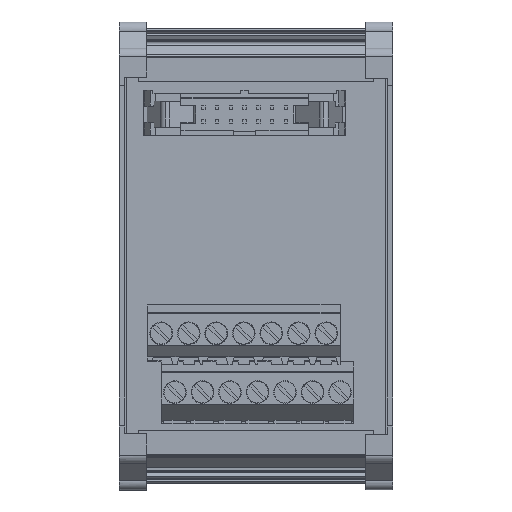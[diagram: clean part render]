
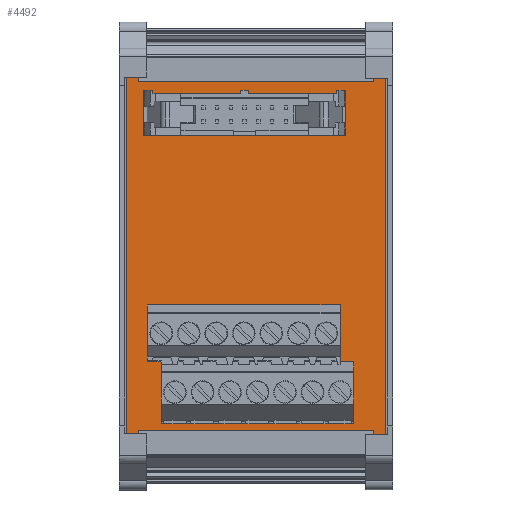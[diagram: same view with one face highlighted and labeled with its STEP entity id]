
A CAD part, top view. The second image highlights one B-rep face of the part: STEP entity #4492.
In plain terms, the highlighted planar face has unit normal (0, 0, 1).
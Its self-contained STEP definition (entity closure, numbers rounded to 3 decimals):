
#4318=AXIS2_PLACEMENT_3D('Plane Axis2P3D',#4315,#4316,#4317) ;
#4210=CARTESIAN_POINT('Vertex',(1.25,9.3,36.952)) ;
#4213=CARTESIAN_POINT('Line Origine',(1.25,43.2,36.952)) ;
#4217=CARTESIAN_POINT('Vertex',(1.25,77.1,36.952)) ;
#4247=CARTESIAN_POINT('Vertex',(49.25,9.3,36.952)) ;
#4250=CARTESIAN_POINT('Line Origine',(25.25,9.3,36.952)) ;
#4274=CARTESIAN_POINT('Vertex',(49.25,77.1,36.952)) ;
#4277=CARTESIAN_POINT('Line Origine',(49.25,43.2,36.952)) ;
#4300=CARTESIAN_POINT('Line Origine',(25.25,77.1,36.952)) ;
#4315=CARTESIAN_POINT('Axis2P3D Location',(1.25,9.3,36.952)) ;
#4326=CARTESIAN_POINT('Line Origine',(40.77,28.878,36.952)) ;
#4330=CARTESIAN_POINT('Vertex',(40.77,34.115,36.952)) ;
#4332=CARTESIAN_POINT('Vertex',(40.77,23.64,36.952)) ;
#4335=CARTESIAN_POINT('Line Origine',(42.04,23.64,36.952)) ;
#4339=CARTESIAN_POINT('Vertex',(43.31,23.64,36.952)) ;
#4342=CARTESIAN_POINT('Line Origine',(43.31,17.908,36.952)) ;
#4346=CARTESIAN_POINT('Vertex',(43.31,12.175,36.952)) ;
#4349=CARTESIAN_POINT('Line Origine',(25.53,12.175,36.952)) ;
#4353=CARTESIAN_POINT('Vertex',(7.75,12.175,36.952)) ;
#4356=CARTESIAN_POINT('Line Origine',(7.75,17.965,36.952)) ;
#4360=CARTESIAN_POINT('Vertex',(7.75,23.755,36.952)) ;
#4363=CARTESIAN_POINT('Line Origine',(6.48,23.755,36.952)) ;
#4367=CARTESIAN_POINT('Vertex',(5.21,23.755,36.952)) ;
#4370=CARTESIAN_POINT('Line Origine',(5.21,28.935,36.952)) ;
#4374=CARTESIAN_POINT('Vertex',(5.21,34.115,36.952)) ;
#4377=CARTESIAN_POINT('Line Origine',(22.99,34.115,36.952)) ;
#4392=CARTESIAN_POINT('Line Origine',(5.365,73.75,36.952)) ;
#4396=CARTESIAN_POINT('Vertex',(4.5,73.75,36.952)) ;
#4398=CARTESIAN_POINT('Vertex',(6.23,73.75,36.952)) ;
#4401=CARTESIAN_POINT('Line Origine',(6.23,73.45,36.952)) ;
#4405=CARTESIAN_POINT('Vertex',(6.23,73.15,36.952)) ;
#4408=CARTESIAN_POINT('Line Origine',(7.565,73.15,36.952)) ;
#4412=CARTESIAN_POINT('Vertex',(8.9,73.15,36.952)) ;
#4415=CARTESIAN_POINT('Line Origine',(8.9,69.3,36.952)) ;
#4419=CARTESIAN_POINT('Vertex',(8.9,65.45,36.952)) ;
#4422=CARTESIAN_POINT('Line Origine',(6.7,65.45,36.952)) ;
#4426=CARTESIAN_POINT('Vertex',(4.5,65.45,36.952)) ;
#4429=CARTESIAN_POINT('Line Origine',(4.5,69.6,36.952)) ;
#4442=CARTESIAN_POINT('Line Origine',(38.715,73.15,36.952)) ;
#4446=CARTESIAN_POINT('Vertex',(40.05,73.15,36.952)) ;
#4448=CARTESIAN_POINT('Vertex',(37.38,73.15,36.952)) ;
#4451=CARTESIAN_POINT('Line Origine',(40.05,73.45,36.952)) ;
#4455=CARTESIAN_POINT('Vertex',(40.05,73.75,36.952)) ;
#4458=CARTESIAN_POINT('Line Origine',(40.915,73.75,36.952)) ;
#4462=CARTESIAN_POINT('Vertex',(41.78,73.75,36.952)) ;
#4465=CARTESIAN_POINT('Line Origine',(41.78,69.6,36.952)) ;
#4469=CARTESIAN_POINT('Vertex',(41.78,65.45,36.952)) ;
#4472=CARTESIAN_POINT('Line Origine',(39.58,65.45,36.952)) ;
#4476=CARTESIAN_POINT('Vertex',(37.38,65.45,36.952)) ;
#4479=CARTESIAN_POINT('Line Origine',(37.38,69.3,36.952)) ;
#4214=DIRECTION('Vector Direction',(0.,-1.,0.)) ;
#4251=DIRECTION('Vector Direction',(1.,0.,0.)) ;
#4278=DIRECTION('Vector Direction',(0.,1.,0.)) ;
#4301=DIRECTION('Vector Direction',(-1.,0.,0.)) ;
#4316=DIRECTION('Axis2P3D Direction',(0.,0.,-1.)) ;
#4317=DIRECTION('Axis2P3D XDirection',(0.,1.,0.)) ;
#4327=DIRECTION('Vector Direction',(0.,-1.,0.)) ;
#4336=DIRECTION('Vector Direction',(-1.,0.,0.)) ;
#4343=DIRECTION('Vector Direction',(0.,1.,0.)) ;
#4350=DIRECTION('Vector Direction',(1.,0.,0.)) ;
#4357=DIRECTION('Vector Direction',(0.,-1.,0.)) ;
#4364=DIRECTION('Vector Direction',(1.,0.,0.)) ;
#4371=DIRECTION('Vector Direction',(0.,-1.,0.)) ;
#4378=DIRECTION('Vector Direction',(1.,0.,0.)) ;
#4393=DIRECTION('Vector Direction',(1.,0.,0.)) ;
#4402=DIRECTION('Vector Direction',(0.,1.,0.)) ;
#4409=DIRECTION('Vector Direction',(-1.,0.,0.)) ;
#4416=DIRECTION('Vector Direction',(0.,-1.,0.)) ;
#4423=DIRECTION('Vector Direction',(-1.,0.,0.)) ;
#4430=DIRECTION('Vector Direction',(0.,-1.,0.)) ;
#4443=DIRECTION('Vector Direction',(-1.,0.,0.)) ;
#4452=DIRECTION('Vector Direction',(0.,-1.,0.)) ;
#4459=DIRECTION('Vector Direction',(-1.,0.,0.)) ;
#4466=DIRECTION('Vector Direction',(0.,-1.,0.)) ;
#4473=DIRECTION('Vector Direction',(-1.,0.,0.)) ;
#4480=DIRECTION('Vector Direction',(0.,1.,0.)) ;
#4215=VECTOR('Line Direction',#4214,1.) ;
#4252=VECTOR('Line Direction',#4251,1.) ;
#4279=VECTOR('Line Direction',#4278,1.) ;
#4302=VECTOR('Line Direction',#4301,1.) ;
#4328=VECTOR('Line Direction',#4327,1.) ;
#4337=VECTOR('Line Direction',#4336,1.) ;
#4344=VECTOR('Line Direction',#4343,1.) ;
#4351=VECTOR('Line Direction',#4350,1.) ;
#4358=VECTOR('Line Direction',#4357,1.) ;
#4365=VECTOR('Line Direction',#4364,1.) ;
#4372=VECTOR('Line Direction',#4371,1.) ;
#4379=VECTOR('Line Direction',#4378,1.) ;
#4394=VECTOR('Line Direction',#4393,1.) ;
#4403=VECTOR('Line Direction',#4402,1.) ;
#4410=VECTOR('Line Direction',#4409,1.) ;
#4417=VECTOR('Line Direction',#4416,1.) ;
#4424=VECTOR('Line Direction',#4423,1.) ;
#4431=VECTOR('Line Direction',#4430,1.) ;
#4444=VECTOR('Line Direction',#4443,1.) ;
#4453=VECTOR('Line Direction',#4452,1.) ;
#4460=VECTOR('Line Direction',#4459,1.) ;
#4467=VECTOR('Line Direction',#4466,1.) ;
#4474=VECTOR('Line Direction',#4473,1.) ;
#4481=VECTOR('Line Direction',#4480,1.) ;
#4321=ORIENTED_EDGE('',*,*,#4219,.T.) ;
#4322=ORIENTED_EDGE('',*,*,#4254,.T.) ;
#4323=ORIENTED_EDGE('',*,*,#4281,.T.) ;
#4324=ORIENTED_EDGE('',*,*,#4304,.T.) ;
#4383=ORIENTED_EDGE('',*,*,#4334,.T.) ;
#4384=ORIENTED_EDGE('',*,*,#4341,.F.) ;
#4385=ORIENTED_EDGE('',*,*,#4348,.F.) ;
#4386=ORIENTED_EDGE('',*,*,#4355,.F.) ;
#4387=ORIENTED_EDGE('',*,*,#4362,.F.) ;
#4388=ORIENTED_EDGE('',*,*,#4369,.F.) ;
#4389=ORIENTED_EDGE('',*,*,#4376,.F.) ;
#4390=ORIENTED_EDGE('',*,*,#4381,.T.) ;
#4435=ORIENTED_EDGE('',*,*,#4400,.T.) ;
#4436=ORIENTED_EDGE('',*,*,#4407,.F.) ;
#4437=ORIENTED_EDGE('',*,*,#4414,.F.) ;
#4438=ORIENTED_EDGE('',*,*,#4421,.T.) ;
#4439=ORIENTED_EDGE('',*,*,#4428,.T.) ;
#4440=ORIENTED_EDGE('',*,*,#4433,.F.) ;
#4485=ORIENTED_EDGE('',*,*,#4450,.F.) ;
#4486=ORIENTED_EDGE('',*,*,#4457,.F.) ;
#4487=ORIENTED_EDGE('',*,*,#4464,.F.) ;
#4488=ORIENTED_EDGE('',*,*,#4471,.T.) ;
#4489=ORIENTED_EDGE('',*,*,#4478,.T.) ;
#4490=ORIENTED_EDGE('',*,*,#4483,.T.) ;
#4391=FACE_BOUND('',#4382,.T.) ;
#4441=FACE_BOUND('',#4434,.T.) ;
#4491=FACE_BOUND('',#4484,.T.) ;
#4492=ADVANCED_FACE('NONE',(#4325,#4391,#4441,#4491),#4319,.F.) ;
#4219=EDGE_CURVE('',#4218,#4211,#4216,.T.) ;
#4254=EDGE_CURVE('',#4211,#4248,#4253,.T.) ;
#4281=EDGE_CURVE('',#4248,#4275,#4280,.T.) ;
#4304=EDGE_CURVE('',#4275,#4218,#4303,.T.) ;
#4334=EDGE_CURVE('',#4331,#4333,#4329,.T.) ;
#4341=EDGE_CURVE('',#4340,#4333,#4338,.T.) ;
#4348=EDGE_CURVE('',#4347,#4340,#4345,.T.) ;
#4355=EDGE_CURVE('',#4354,#4347,#4352,.T.) ;
#4362=EDGE_CURVE('',#4361,#4354,#4359,.T.) ;
#4369=EDGE_CURVE('',#4368,#4361,#4366,.T.) ;
#4376=EDGE_CURVE('',#4375,#4368,#4373,.T.) ;
#4381=EDGE_CURVE('',#4375,#4331,#4380,.T.) ;
#4400=EDGE_CURVE('',#4397,#4399,#4395,.T.) ;
#4407=EDGE_CURVE('',#4406,#4399,#4404,.T.) ;
#4414=EDGE_CURVE('',#4413,#4406,#4411,.T.) ;
#4421=EDGE_CURVE('',#4413,#4420,#4418,.T.) ;
#4428=EDGE_CURVE('',#4420,#4427,#4425,.T.) ;
#4433=EDGE_CURVE('',#4397,#4427,#4432,.T.) ;
#4450=EDGE_CURVE('',#4447,#4449,#4445,.T.) ;
#4457=EDGE_CURVE('',#4456,#4447,#4454,.T.) ;
#4464=EDGE_CURVE('',#4463,#4456,#4461,.T.) ;
#4471=EDGE_CURVE('',#4463,#4470,#4468,.T.) ;
#4478=EDGE_CURVE('',#4470,#4477,#4475,.T.) ;
#4483=EDGE_CURVE('',#4477,#4449,#4482,.T.) ;
#4320=EDGE_LOOP('',(#4321,#4322,#4323,#4324)) ;
#4382=EDGE_LOOP('',(#4383,#4384,#4385,#4386,#4387,#4388,#4389,#4390)) ;
#4434=EDGE_LOOP('',(#4435,#4436,#4437,#4438,#4439,#4440)) ;
#4484=EDGE_LOOP('',(#4485,#4486,#4487,#4488,#4489,#4490)) ;
#4325=FACE_OUTER_BOUND('',#4320,.T.) ;
#4216=LINE('Line',#4213,#4215) ;
#4253=LINE('Line',#4250,#4252) ;
#4280=LINE('Line',#4277,#4279) ;
#4303=LINE('Line',#4300,#4302) ;
#4329=LINE('Line',#4326,#4328) ;
#4338=LINE('Line',#4335,#4337) ;
#4345=LINE('Line',#4342,#4344) ;
#4352=LINE('Line',#4349,#4351) ;
#4359=LINE('Line',#4356,#4358) ;
#4366=LINE('Line',#4363,#4365) ;
#4373=LINE('Line',#4370,#4372) ;
#4380=LINE('Line',#4377,#4379) ;
#4395=LINE('Line',#4392,#4394) ;
#4404=LINE('Line',#4401,#4403) ;
#4411=LINE('Line',#4408,#4410) ;
#4418=LINE('Line',#4415,#4417) ;
#4425=LINE('Line',#4422,#4424) ;
#4432=LINE('Line',#4429,#4431) ;
#4445=LINE('Line',#4442,#4444) ;
#4454=LINE('Line',#4451,#4453) ;
#4461=LINE('Line',#4458,#4460) ;
#4468=LINE('Line',#4465,#4467) ;
#4475=LINE('Line',#4472,#4474) ;
#4482=LINE('Line',#4479,#4481) ;
#4319=PLANE('',#4318) ;
#4211=VERTEX_POINT('',#4210) ;
#4218=VERTEX_POINT('',#4217) ;
#4248=VERTEX_POINT('',#4247) ;
#4275=VERTEX_POINT('',#4274) ;
#4331=VERTEX_POINT('',#4330) ;
#4333=VERTEX_POINT('',#4332) ;
#4340=VERTEX_POINT('',#4339) ;
#4347=VERTEX_POINT('',#4346) ;
#4354=VERTEX_POINT('',#4353) ;
#4361=VERTEX_POINT('',#4360) ;
#4368=VERTEX_POINT('',#4367) ;
#4375=VERTEX_POINT('',#4374) ;
#4397=VERTEX_POINT('',#4396) ;
#4399=VERTEX_POINT('',#4398) ;
#4406=VERTEX_POINT('',#4405) ;
#4413=VERTEX_POINT('',#4412) ;
#4420=VERTEX_POINT('',#4419) ;
#4427=VERTEX_POINT('',#4426) ;
#4447=VERTEX_POINT('',#4446) ;
#4449=VERTEX_POINT('',#4448) ;
#4456=VERTEX_POINT('',#4455) ;
#4463=VERTEX_POINT('',#4462) ;
#4470=VERTEX_POINT('',#4469) ;
#4477=VERTEX_POINT('',#4476) ;
